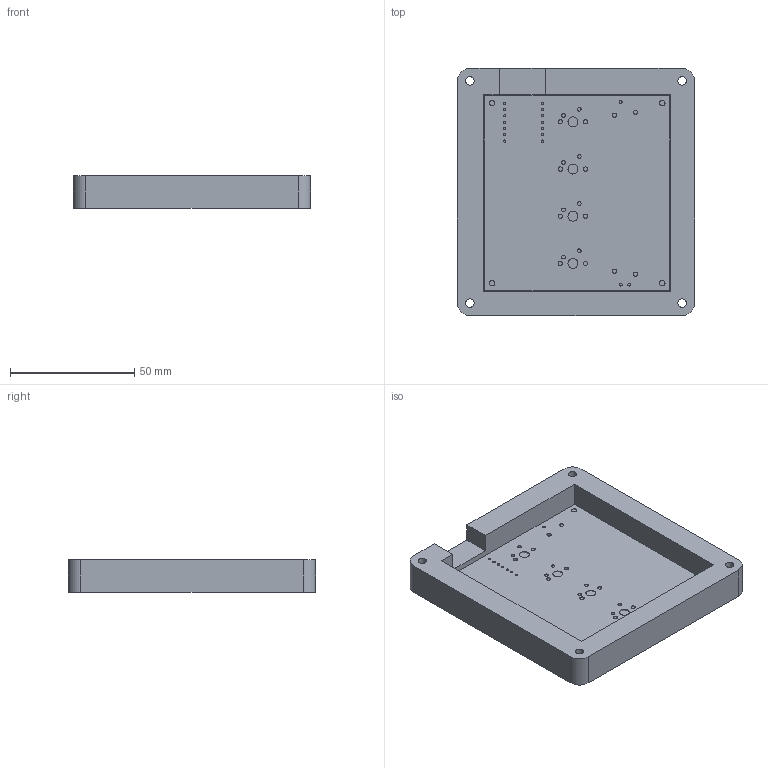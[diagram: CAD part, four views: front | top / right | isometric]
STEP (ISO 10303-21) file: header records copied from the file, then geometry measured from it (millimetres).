
FILE_DESCRIPTION(/* description */ ('KiCad electronic assembly'),/* implementation_level */ '2;1');
FILE_NAME(/* name */ 'Hackpad v1 bottom.step',/* time_stamp */ '2025-07-11T01:34:52+02:00',/* author */ (''),/* organization */ (''),/* preprocessor_version */ 'ST-DEVELOPER v20.1',/* originating_system */ 'Autodesk Translation Framework v14.10.0.0',/* authorisation */ '');
FILE_SCHEMA (('AUTOMOTIVE_DESIGN { 1 0 10303 214 3 1 1 }'));
Length unit declared in the file: millimetre
Products named in the file (2): Hackpad 1; Hackpad_PCB
Assembly tree (1 placements, depth 2):
  Hackpad 1
    Hackpad_PCB
Bounding box: 95.5 x 99.5 x 13 mm (x, y, z)
Volume: 70227.7 mm3; surface area: 39800.5 mm2
Topology: 2 solids, 2 shells, 81 faces, 219 edges, 146 vertices
Faces by surface type: cylinder 57, plane 24
Full cylindrical faces by diameter (mm): 0.889 x14, 1.2 x3, 1.5 x8, 1.7 x12, 2.2 x4, 3.4 x4, 4 x4, 6 x4
Entity records: 2864 total; most frequent: DIRECTION 501, CARTESIAN_POINT 449, ORIENTED_EDGE 438, EDGE_CURVE 219, AXIS2_PLACEMENT_3D 198, EDGE_LOOP 183, VERTEX_POINT 146, CIRCLE 114
